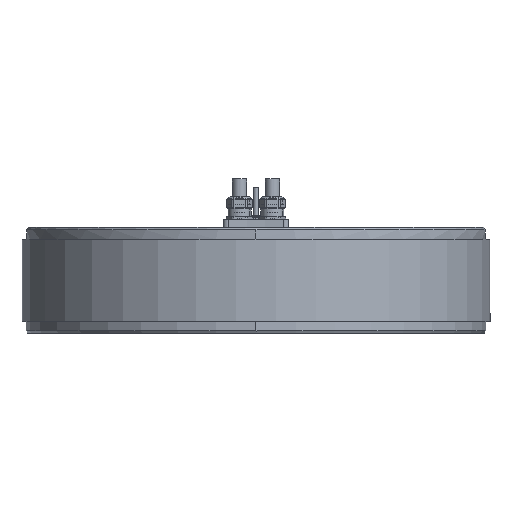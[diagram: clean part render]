
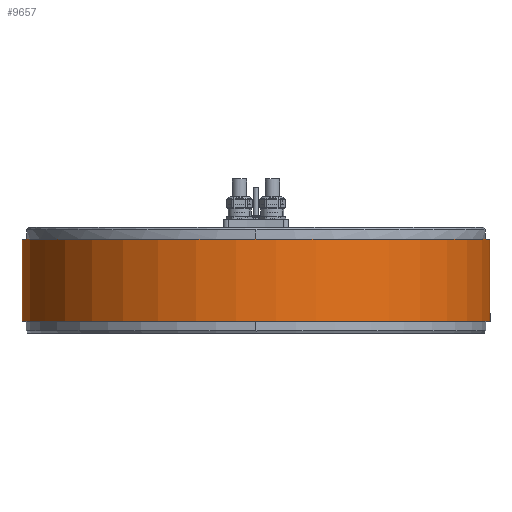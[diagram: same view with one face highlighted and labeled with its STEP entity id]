
A CAD part, front view. The second image highlights one B-rep face of the part: STEP entity #9657.
In plain terms, the highlighted cylindrical face has radius 288.5 mm (diameter 577 mm), a partial arc.
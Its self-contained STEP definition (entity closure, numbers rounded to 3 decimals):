
#1385=CARTESIAN_POINT('',(0.,0.,-14.6));
#1386=DIRECTION('',(0.,0.,1.));
#1387=DIRECTION('',(-0.12,0.993,0.));
#1388=AXIS2_PLACEMENT_3D('',#1385,#1386,#1387);
#1390=DIRECTION('',(0.,0.,1.));
#1391=VECTOR('',#1390,100.8);
#1392=CARTESIAN_POINT('',(34.5,286.43,-115.4));
#1393=LINE('',#1392,#1391);
#1394=CARTESIAN_POINT('',(0.,0.,-115.4));
#1395=DIRECTION('',(0.,0.,-1.));
#1396=DIRECTION('',(0.12,0.993,0.));
#1397=AXIS2_PLACEMENT_3D('',#1394,#1395,#1396);
#1399=DIRECTION('',(0.,0.,1.));
#1400=VECTOR('',#1399,100.8);
#1401=CARTESIAN_POINT('',(-34.5,286.43,-115.4));
#1402=LINE('',#1401,#1400);
#6243=CARTESIAN_POINT('',(-34.5,286.43,-115.4));
#6244=CARTESIAN_POINT('',(34.5,286.43,-115.4));
#6245=VERTEX_POINT('',#6243);
#6246=VERTEX_POINT('',#6244);
#6247=CARTESIAN_POINT('',(-34.5,286.43,-14.6));
#6248=CARTESIAN_POINT('',(34.5,286.43,-14.6));
#6249=VERTEX_POINT('',#6247);
#6250=VERTEX_POINT('',#6248);
#9645=CARTESIAN_POINT('',(0.,0.,-9.56));
#9646=DIRECTION('',(0.,0.,-1.));
#9647=DIRECTION('',(1.,0.,0.));
#9648=AXIS2_PLACEMENT_3D('',#9645,#9646,#9647);
#9649=CYLINDRICAL_SURFACE('',#9648,288.5);
#9651=ORIENTED_EDGE('',*,*,#9650,.T.);
#9652=ORIENTED_EDGE('',*,*,#9626,.F.);
#9653=ORIENTED_EDGE('',*,*,#9611,.T.);
#9654=ORIENTED_EDGE('',*,*,#9630,.T.);
#9655=EDGE_LOOP('',(#9651,#9652,#9653,#9654));
#9656=FACE_OUTER_BOUND('',#9655,.F.);
#9657=ADVANCED_FACE('',(#9656),#9649,.T.);
#1389=CIRCLE('',#1388,288.5);
#1398=CIRCLE('',#1397,288.5);
#9611=EDGE_CURVE('',#6246,#6245,#1398,.T.);
#9626=EDGE_CURVE('',#6246,#6250,#1393,.T.);
#9630=EDGE_CURVE('',#6245,#6249,#1402,.T.);
#9650=EDGE_CURVE('',#6249,#6250,#1389,.T.);
